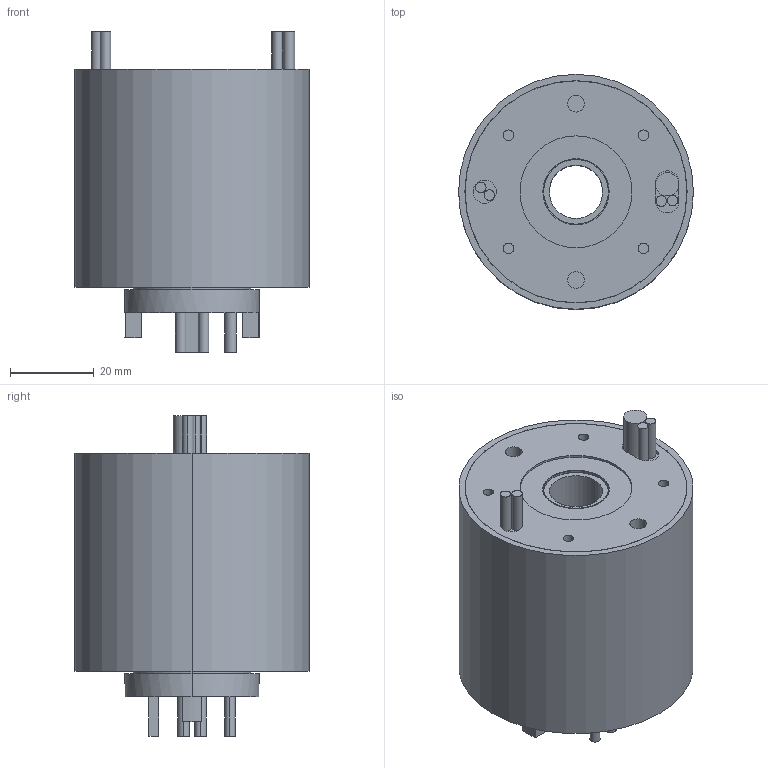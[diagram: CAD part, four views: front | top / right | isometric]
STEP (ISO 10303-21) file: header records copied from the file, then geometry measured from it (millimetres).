
FILE_DESCRIPTION (( 'STEP AP203' ), '1' );
FILE_NAME ('RT012-P0215-S08-V02.STEP', '2020-07-10T09:26:49', ( 'gongcheng1' ), ( '' ), 'SwSTEP 2.0', 'SolidWorks 2014', '' );
FILE_SCHEMA (( 'CONFIG_CONTROL_DESIGN' ));
Length unit declared in the file: millimetre
Products named in the file (1): RT012-P0215-S08-V02
Bounding box: 56 x 56 x 76.5 mm (x, y, z)
Volume: 125811.1 mm3; surface area: 20414.7 mm2
Topology: 1 solids, 1 shells, 128 faces, 284 edges, 188 vertices
Faces by surface type: cylinder 80, plane 48
Entity records: 3703 total; most frequent: DIRECTION 708, CARTESIAN_POINT 601, ORIENTED_EDGE 568, AXIS2_PLACEMENT_3D 295, EDGE_CURVE 284, VERTEX_POINT 188, CIRCLE 166, EDGE_LOOP 160
